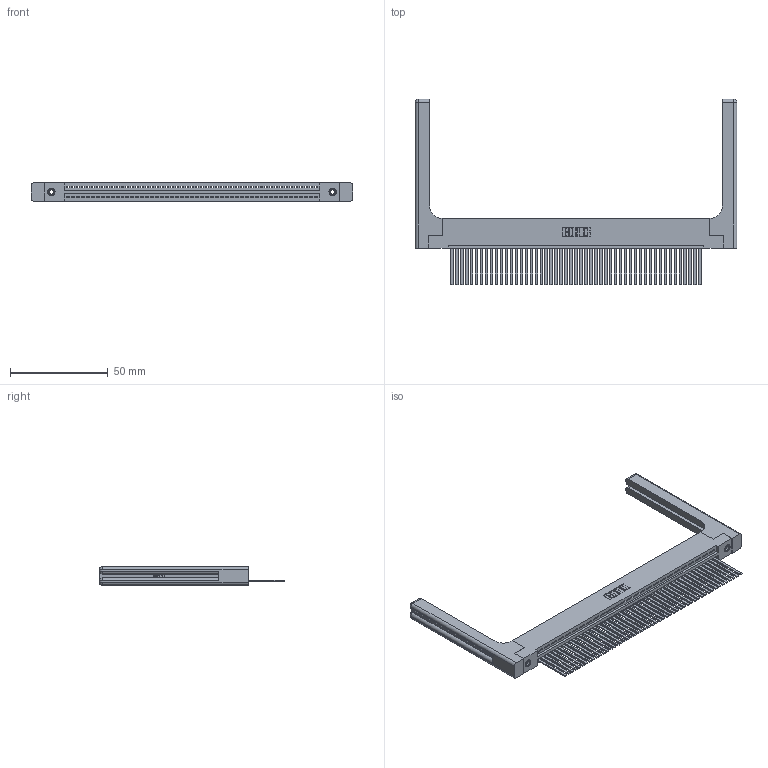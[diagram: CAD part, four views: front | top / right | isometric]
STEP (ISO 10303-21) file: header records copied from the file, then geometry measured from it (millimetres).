
FILE_DESCRIPTION (( 'STEP AP203' ), '1' );
FILE_NAME ('345-051-544-158.STEP', '2019-10-09T16:36:46', ( '' ), ( '' ), 'SwSTEP 2.0', 'SolidWorks 2016', '' );
FILE_SCHEMA (( 'CONFIG_CONTROL_DESIGN' ));
Length unit declared in the file: inch
Products named in the file (5): 345-051-544-158; 345-292-001_345-293-144; 345 Part_Flush Mounting Lugs - 0.156 Dia-TH; 345-220-058_345-220-058; 345-250-001_345-250-001-102
Assembly tree (56 placements, depth 2):
  345-051-544-158
    345 Part_Flush Mounting Lugs - 0.156 Dia-TH
    345-292-001_345-293-144  x51
    345-250-001_345-250-001-102  x2
    345-220-058_345-220-058  x2
Bounding box: 164.57 x 94.92 x 9.4 mm (x, y, z)
Volume: 24800 mm3; surface area: 28855.8 mm2
Topology: 56 solids, 56 shells, 3034 faces, 9065 edges, 5954 vertices
Faces by surface type: plane 2064, cylinder 910, bspline 36, cone 12, sphere 8, torus 4
Entity records: 42170 total; most frequent: CARTESIAN_POINT 8274, ORIENTED_EDGE 7056, DIRECTION 6158, EDGE_CURVE 3528, LINE 3104, VECTOR 3104, VERTEX_POINT 2342, AXIS2_PLACEMENT_3D 1527
